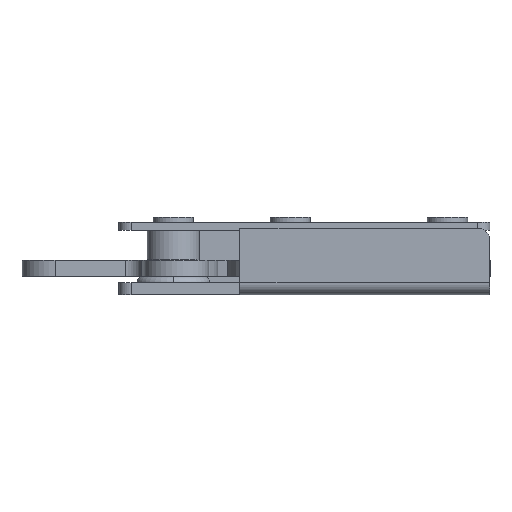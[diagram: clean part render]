
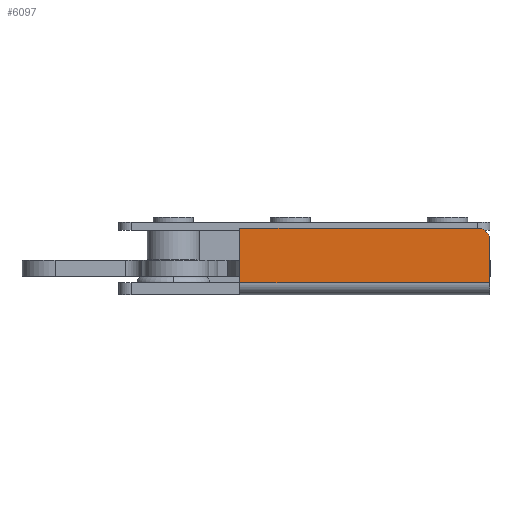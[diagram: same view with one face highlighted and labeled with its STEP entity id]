
A CAD part, left-side view. The second image highlights one B-rep face of the part: STEP entity #6097.
In plain terms, the highlighted planar face has unit normal (-1, 0, 0).
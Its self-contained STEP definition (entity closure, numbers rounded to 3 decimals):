
#223 = EDGE_CURVE ( 'NONE', #4039, #774, #3824, .T. ) ;
#774 = VERTEX_POINT ( 'NONE', #5158 ) ;
#982 = VECTOR ( 'NONE', #1948, 1000. ) ;
#986 = VECTOR ( 'NONE', #1942, 1000. ) ;
#1165 = CIRCLE ( 'NONE', #1226, 3. ) ;
#1226 = AXIS2_PLACEMENT_3D ( 'NONE', #1894, #1895, #1896 ) ;
#1252 = VECTOR ( 'NONE', #1900, 1000. ) ;
#1387 = VECTOR ( 'NONE', #3847, 1000. ) ;
#1833 = CARTESIAN_POINT ( 'NONE',  ( -21., -30., 0. ) ) ;
#1839 = CARTESIAN_POINT ( 'NONE',  ( -21., -27., 13.5 ) ) ;
#1841 = CARTESIAN_POINT ( 'NONE',  ( -21., 32., 0. ) ) ;
#1880 = CARTESIAN_POINT ( 'NONE',  ( -21., 32., 13.5 ) ) ;
#1894 = CARTESIAN_POINT ( 'NONE',  ( -21., -27., 10.5 ) ) ;
#1895 = DIRECTION ( 'NONE',  ( -1., 0., 0. ) ) ;
#1896 = DIRECTION ( 'NONE',  ( 0., 0., 1. ) ) ;
#1898 = LINE ( 'NONE', #1899, #1252 ) ;
#1899 = CARTESIAN_POINT ( 'NONE',  ( -21., -30., 0. ) ) ;
#1900 = DIRECTION ( 'NONE',  ( 0., -1., 0. ) ) ;
#1940 = LINE ( 'NONE', #1941, #986 ) ;
#1941 = CARTESIAN_POINT ( 'NONE',  ( -21., 59., 13.5 ) ) ;
#1942 = DIRECTION ( 'NONE',  ( 0., 1., 0. ) ) ;
#1946 = LINE ( 'NONE', #1947, #982 ) ;
#1947 = CARTESIAN_POINT ( 'NONE',  ( -21., 32., -3. ) ) ;
#1948 = DIRECTION ( 'NONE',  ( 0., 0., 1. ) ) ;
#3824 = LINE ( 'NONE', #3827, #1387 ) ;
#3827 = CARTESIAN_POINT ( 'NONE',  ( -21., -30., -3. ) ) ;
#3847 = DIRECTION ( 'NONE',  ( 0., 0., 1. ) ) ;
#4039 = VERTEX_POINT ( 'NONE', #1833 ) ;
#4045 = VERTEX_POINT ( 'NONE', #1839 ) ;
#4048 = VERTEX_POINT ( 'NONE', #1841 ) ;
#4089 = VERTEX_POINT ( 'NONE', #1880 ) ;
#4119 = FACE_OUTER_BOUND ( 'NONE', #5598, .T. ) ;
#4122 = AXIS2_PLACEMENT_3D ( 'NONE', #6002, #6003, #6004 ) ;
#4562 = EDGE_CURVE ( 'NONE', #774, #4045, #1165, .T. ) ;
#4563 = EDGE_CURVE ( 'NONE', #4048, #4039, #1898, .T. ) ;
#4577 = EDGE_CURVE ( 'NONE', #4045, #4089, #1940, .T. ) ;
#4579 = EDGE_CURVE ( 'NONE', #4048, #4089, #1946, .T. ) ;
#5158 = CARTESIAN_POINT ( 'NONE',  ( -21., -30., 10.5 ) ) ;
#5427 = ORIENTED_EDGE ( 'NONE', *, *, #4562, .T. ) ;
#5472 = ORIENTED_EDGE ( 'NONE', *, *, #4579, .F. ) ;
#5501 = ORIENTED_EDGE ( 'NONE', *, *, #223, .T. ) ;
#5506 = ORIENTED_EDGE ( 'NONE', *, *, #4577, .T. ) ;
#5509 = ORIENTED_EDGE ( 'NONE', *, *, #4563, .T. ) ;
#5598 = EDGE_LOOP ( 'NONE', ( #5472, #5509, #5501, #5427, #5506 ) ) ;
#6001 = PLANE ( 'NONE',  #4122 ) ;
#6002 = CARTESIAN_POINT ( 'NONE',  ( -21., -27., 10.5 ) ) ;
#6003 = DIRECTION ( 'NONE',  ( -1., 0., 0. ) ) ;
#6004 = DIRECTION ( 'NONE',  ( 0., 0., 1. ) ) ;
#6097 = ADVANCED_FACE ( 'NONE', ( #4119 ), #6001, .T. ) ;
